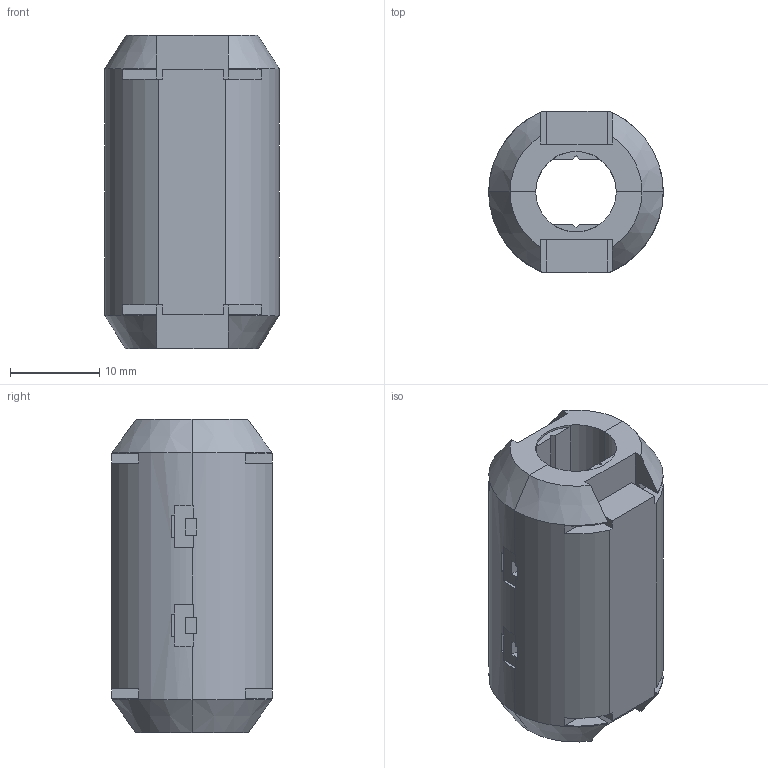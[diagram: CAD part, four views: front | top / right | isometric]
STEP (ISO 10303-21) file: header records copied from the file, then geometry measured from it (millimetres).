
FILE_DESCRIPTION (( 'STEP AP214' ), '1' );
FILE_NAME ('LFERR-9MM_3D.step', '2024-02-23T17:36:33', ( '' ), ( '' ), 'SwSTEP 2.0', 'SolidWorks 2022', '' );
FILE_SCHEMA (( 'AUTOMOTIVE_DESIGN' ));
Length unit declared in the file: inch
Products named in the file (1): LFERR-9MM_3D
Bounding box: 19.5 x 18 x 35 mm (x, y, z)
Volume: 7279.3 mm3; surface area: 3692.7 mm2
Topology: 1 solids, 1 shells, 148 faces, 418 edges, 272 vertices
Faces by surface type: plane 134, cone 8, cylinder 6
Entity records: 4786 total; most frequent: CARTESIAN_POINT 863, ORIENTED_EDGE 836, DIRECTION 780, EDGE_CURVE 418, LINE 338, VECTOR 338, VERTEX_POINT 272, AXIS2_PLACEMENT_3D 221
